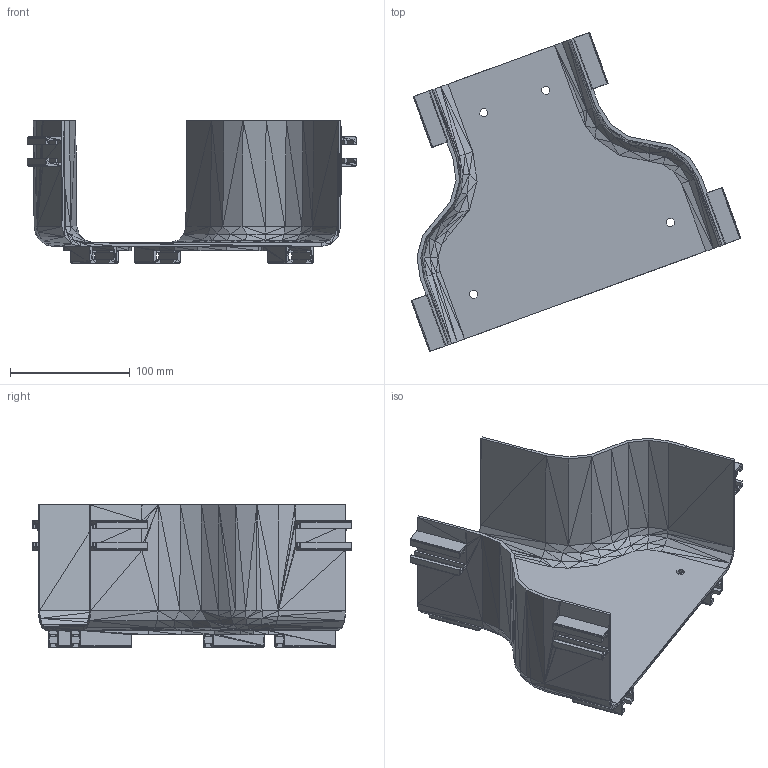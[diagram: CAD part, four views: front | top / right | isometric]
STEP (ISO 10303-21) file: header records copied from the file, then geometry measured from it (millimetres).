
FILE_DESCRIPTION(('FreeCAD Model'),'2;1');
FILE_NAME('Open CASCADE Shape Model','2022-12-01T12:10:30',('Author'),( ''),'Open CASCADE STEP processor 7.6','FreeCAD','Unknown');
FILE_SCHEMA(('AUTOMOTIVE_DESIGN { 1 0 10303 214 1 1 1 1 }'));
Products named in the file (1): DS_120_36310__________________________________________________240______
120______240mm_to120mm_reducer___________________001001 (Solid)
Bounding box: 275.79 x 266.86 x 118.91 mm (x, y, z)
Volume: 311497.6 mm3; surface area: 204332.2 mm2
Topology: 1 solids, 1 shells, 1136 faces, 1941 edges, 807 vertices
Faces by surface type: plane 1136
Entity records: 49568 total; most frequent: DIRECTION 8097, CARTESIAN_POINT 7767, LINE 5823, VECTOR 5823, ORIENTED_EDGE 3882, PCURVE 3882, DEFINITIONAL_REPRESENTATION 3882, EDGE_CURVE 1941
